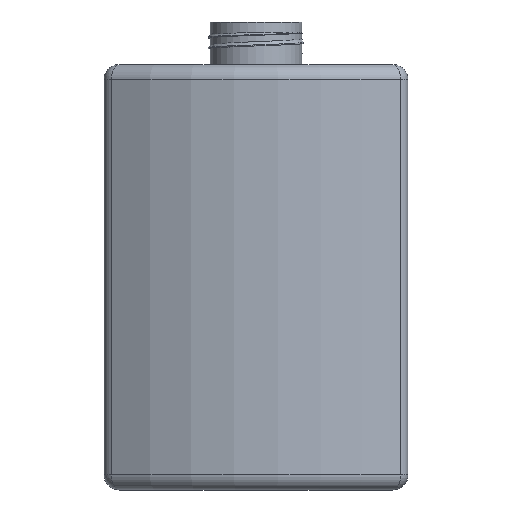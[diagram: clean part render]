
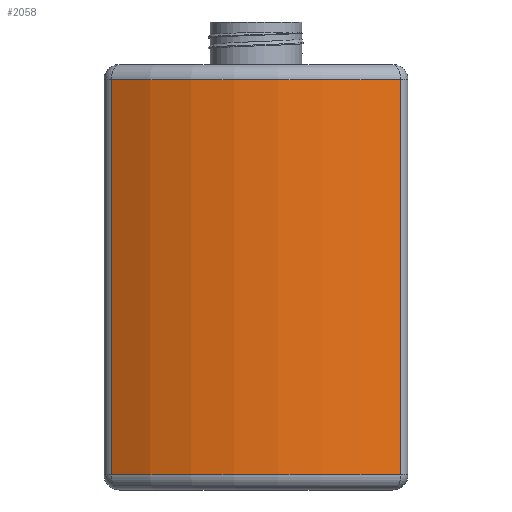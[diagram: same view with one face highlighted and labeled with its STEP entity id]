
A CAD part, front view. The second image highlights one B-rep face of the part: STEP entity #2058.
In plain terms, the highlighted cylindrical face has radius 45.417 mm (diameter 90.833 mm), a partial arc.
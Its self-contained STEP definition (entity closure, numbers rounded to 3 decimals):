
#1192 = CYLINDRICAL_SURFACE('',#1193,2.5);
#1193 = AXIS2_PLACEMENT_3D('',#1194,#1195,#1196);
#1194 = CARTESIAN_POINT('',(-22.5,-6.129,0.));
#1195 = DIRECTION('',(0.,0.,1.));
#1196 = DIRECTION('',(-1.,0.,0.));
#1479 = VERTEX_POINT('',#1480);
#1480 = CARTESIAN_POINT('',(-23.811,-8.258,2.5));
#1502 = EDGE_CURVE('',#1479,#1503,#1505,.T.);
#1503 = VERTEX_POINT('',#1504);
#1504 = CARTESIAN_POINT('',(-23.811,-8.258,67.5));
#1505 = SURFACE_CURVE('',#1506,(#1510,#1517),.PCURVE_S1.);
#1506 = LINE('',#1507,#1508);
#1507 = CARTESIAN_POINT('',(-23.811,-8.258,0.));
#1508 = VECTOR('',#1509,1.);
#1509 = DIRECTION('',(0.,0.,1.));
#1510 = PCURVE('',#1192,#1511);
#1511 = DEFINITIONAL_REPRESENTATION('',(#1512),#1516);
#1512 = LINE('',#1513,#1514);
#1513 = CARTESIAN_POINT('',(1.019,0.));
#1514 = VECTOR('',#1515,1.);
#1515 = DIRECTION('',(0.,1.));
#1516 = ( GEOMETRIC_REPRESENTATION_CONTEXT(2) 
PARAMETRIC_REPRESENTATION_CONTEXT() REPRESENTATION_CONTEXT('2D SPACE',''
  ) );
#1517 = PCURVE('',#1518,#1523);
#1518 = CYLINDRICAL_SURFACE('',#1519,45.417);
#1519 = AXIS2_PLACEMENT_3D('',#1520,#1521,#1522);
#1520 = CARTESIAN_POINT('',(0.,30.417,0.));
#1521 = DIRECTION('',(-0.,-0.,-1.));
#1522 = DIRECTION('',(-0.55,-0.835,0.));
#1523 = DEFINITIONAL_REPRESENTATION('',(#1524),#1528);
#1524 = LINE('',#1525,#1526);
#1525 = CARTESIAN_POINT('',(-0.031,0.));
#1526 = VECTOR('',#1527,1.);
#1527 = DIRECTION('',(-0.,-1.));
#1528 = ( GEOMETRIC_REPRESENTATION_CONTEXT(2) 
PARAMETRIC_REPRESENTATION_CONTEXT() REPRESENTATION_CONTEXT('2D SPACE',''
  ) );
#1758 = TOROIDAL_SURFACE('',#1759,42.917,2.5);
#1759 = AXIS2_PLACEMENT_3D('',#1760,#1761,#1762);
#1760 = CARTESIAN_POINT('',(0.,30.417,2.5));
#1761 = DIRECTION('',(-0.,-0.,-1.));
#1762 = DIRECTION('',(-0.55,-0.835,0.));
#1904 = TOROIDAL_SURFACE('',#1905,42.917,2.5);
#1905 = AXIS2_PLACEMENT_3D('',#1906,#1907,#1908);
#1906 = CARTESIAN_POINT('',(0.,30.417,67.5));
#1907 = DIRECTION('',(0.,0.,1.));
#1908 = DIRECTION('',(-0.55,-0.835,0.));
#2058 = ADVANCED_FACE('',(#2059),#1518,.T.);
#2059 = FACE_BOUND('',#2060,.F.);
#2060 = EDGE_LOOP('',(#2061,#2062,#2086,#2114));
#2061 = ORIENTED_EDGE('',*,*,#1502,.T.);
#2062 = ORIENTED_EDGE('',*,*,#2063,.T.);
#2063 = EDGE_CURVE('',#1503,#2064,#2066,.T.);
#2064 = VERTEX_POINT('',#2065);
#2065 = CARTESIAN_POINT('',(23.811,-8.258,67.5));
#2066 = SURFACE_CURVE('',#2067,(#2072,#2079),.PCURVE_S1.);
#2067 = CIRCLE('',#2068,45.417);
#2068 = AXIS2_PLACEMENT_3D('',#2069,#2070,#2071);
#2069 = CARTESIAN_POINT('',(0.,30.417,67.5));
#2070 = DIRECTION('',(0.,0.,1.));
#2071 = DIRECTION('',(-0.55,-0.835,0.));
#2072 = PCURVE('',#1518,#2073);
#2073 = DEFINITIONAL_REPRESENTATION('',(#2074),#2078);
#2074 = LINE('',#2075,#2076);
#2075 = CARTESIAN_POINT('',(-0.,-67.5));
#2076 = VECTOR('',#2077,1.);
#2077 = DIRECTION('',(-1.,0.));
#2078 = ( GEOMETRIC_REPRESENTATION_CONTEXT(2) 
PARAMETRIC_REPRESENTATION_CONTEXT() REPRESENTATION_CONTEXT('2D SPACE',''
  ) );
#2079 = PCURVE('',#1904,#2080);
#2080 = DEFINITIONAL_REPRESENTATION('',(#2081),#2085);
#2081 = LINE('',#2082,#2083);
#2082 = CARTESIAN_POINT('',(0.,0.));
#2083 = VECTOR('',#2084,1.);
#2084 = DIRECTION('',(1.,0.));
#2085 = ( GEOMETRIC_REPRESENTATION_CONTEXT(2) 
PARAMETRIC_REPRESENTATION_CONTEXT() REPRESENTATION_CONTEXT('2D SPACE',''
  ) );
#2086 = ORIENTED_EDGE('',*,*,#2087,.F.);
#2087 = EDGE_CURVE('',#2088,#2064,#2090,.T.);
#2088 = VERTEX_POINT('',#2089);
#2089 = CARTESIAN_POINT('',(23.811,-8.258,2.5));
#2090 = SURFACE_CURVE('',#2091,(#2095,#2102),.PCURVE_S1.);
#2091 = LINE('',#2092,#2093);
#2092 = CARTESIAN_POINT('',(23.811,-8.258,0.));
#2093 = VECTOR('',#2094,1.);
#2094 = DIRECTION('',(0.,0.,1.));
#2095 = PCURVE('',#1518,#2096);
#2096 = DEFINITIONAL_REPRESENTATION('',(#2097),#2101);
#2097 = LINE('',#2098,#2099);
#2098 = CARTESIAN_POINT('',(-1.135,0.));
#2099 = VECTOR('',#2100,1.);
#2100 = DIRECTION('',(-0.,-1.));
#2101 = ( GEOMETRIC_REPRESENTATION_CONTEXT(2) 
PARAMETRIC_REPRESENTATION_CONTEXT() REPRESENTATION_CONTEXT('2D SPACE',''
  ) );
#2102 = PCURVE('',#2103,#2108);
#2103 = CYLINDRICAL_SURFACE('',#2104,2.5);
#2104 = AXIS2_PLACEMENT_3D('',#2105,#2106,#2107);
#2105 = CARTESIAN_POINT('',(22.5,-6.129,0.));
#2106 = DIRECTION('',(0.,0.,1.));
#2107 = DIRECTION('',(0.524,-0.852,0.));
#2108 = DEFINITIONAL_REPRESENTATION('',(#2109),#2113);
#2109 = LINE('',#2110,#2111);
#2110 = CARTESIAN_POINT('',(0.,0.));
#2111 = VECTOR('',#2112,1.);
#2112 = DIRECTION('',(0.,1.));
#2113 = ( GEOMETRIC_REPRESENTATION_CONTEXT(2) 
PARAMETRIC_REPRESENTATION_CONTEXT() REPRESENTATION_CONTEXT('2D SPACE',''
  ) );
#2114 = ORIENTED_EDGE('',*,*,#2115,.F.);
#2115 = EDGE_CURVE('',#1479,#2088,#2116,.T.);
#2116 = SURFACE_CURVE('',#2117,(#2122,#2129),.PCURVE_S1.);
#2117 = CIRCLE('',#2118,45.417);
#2118 = AXIS2_PLACEMENT_3D('',#2119,#2120,#2121);
#2119 = CARTESIAN_POINT('',(0.,30.417,2.5));
#2120 = DIRECTION('',(0.,0.,1.));
#2121 = DIRECTION('',(-0.55,-0.835,0.));
#2122 = PCURVE('',#1518,#2123);
#2123 = DEFINITIONAL_REPRESENTATION('',(#2124),#2128);
#2124 = LINE('',#2125,#2126);
#2125 = CARTESIAN_POINT('',(-0.,-2.5));
#2126 = VECTOR('',#2127,1.);
#2127 = DIRECTION('',(-1.,0.));
#2128 = ( GEOMETRIC_REPRESENTATION_CONTEXT(2) 
PARAMETRIC_REPRESENTATION_CONTEXT() REPRESENTATION_CONTEXT('2D SPACE',''
  ) );
#2129 = PCURVE('',#1758,#2130);
#2130 = DEFINITIONAL_REPRESENTATION('',(#2131),#2135);
#2131 = LINE('',#2132,#2133);
#2132 = CARTESIAN_POINT('',(-0.,0.));
#2133 = VECTOR('',#2134,1.);
#2134 = DIRECTION('',(-1.,0.));
#2135 = ( GEOMETRIC_REPRESENTATION_CONTEXT(2) 
PARAMETRIC_REPRESENTATION_CONTEXT() REPRESENTATION_CONTEXT('2D SPACE',''
  ) );
